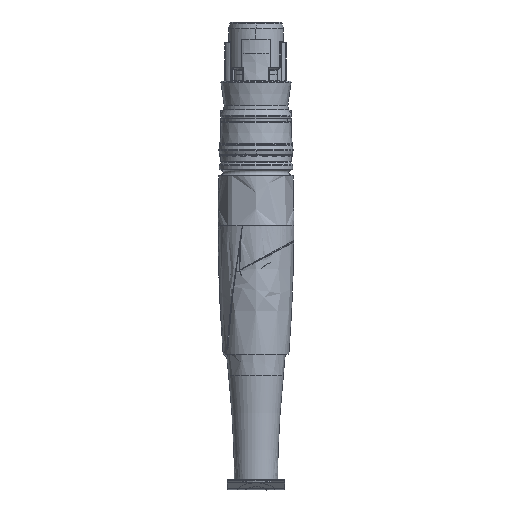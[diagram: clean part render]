
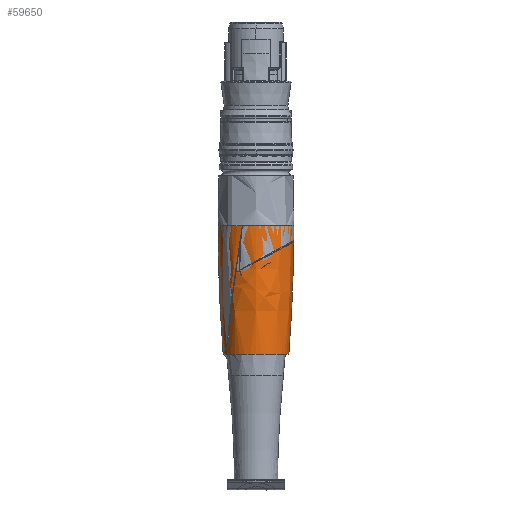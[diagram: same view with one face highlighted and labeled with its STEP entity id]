
A CAD part, left-side view. The second image highlights one B-rep face of the part: STEP entity #59650.
In plain terms, the highlighted free-form (B-spline) face has degree [3, 3] with [4, 4] control points.
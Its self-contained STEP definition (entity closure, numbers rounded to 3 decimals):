
#59585=CARTESIAN_POINT('',(0.,-578.969,
-70.75));
#59586=DIRECTION('',(1.,0.,0.));
#59587=DIRECTION('',(0.,0.997,-0.077));
#59588=AXIS2_PLACEMENT_3D('',#59585,#59586,#59587);
#59590=CARTESIAN_POINT('',(0.,0.,-71.244));
#59591=DIRECTION('',(0.,0.,1.));
#59592=DIRECTION('',(0.,1.,0.));
#59593=AXIS2_PLACEMENT_3D('',#59590,#59591,#59592);
#59595=CARTESIAN_POINT('',(0.,578.969,
-70.75));
#59596=DIRECTION('',(-1.,0.,0.));
#59597=DIRECTION('',(0.,-0.997,-0.077));
#59598=AXIS2_PLACEMENT_3D('',#59595,#59596,#59597);
#59600=CARTESIAN_POINT('',(0.,0.,-116.244));
#59601=DIRECTION('',(0.,0.,-1.));
#59602=DIRECTION('',(0.,-1.,0.));
#59603=AXIS2_PLACEMENT_3D('',#59600,#59601,#59602);
#59615=CARTESIAN_POINT('',(0.,11.5,-116.244));
#59616=CARTESIAN_POINT('',(0.,13.25,-71.244));
#59617=VERTEX_POINT('',#59615);
#59618=VERTEX_POINT('',#59616);
#59619=CARTESIAN_POINT('',(0.,-11.5,-116.244));
#59620=CARTESIAN_POINT('',(0.,-13.25,-71.244));
#59621=VERTEX_POINT('',#59619);
#59622=VERTEX_POINT('',#59620);
#59623=CARTESIAN_POINT('',(0.,-13.25,-71.244));
#59624=CARTESIAN_POINT('',(0.,-13.237,-86.262));
#59625=CARTESIAN_POINT('',(0.,-12.654,-101.27));
#59626=CARTESIAN_POINT('',(0.,-11.5,-116.244));
#59627=CARTESIAN_POINT('',(-26.5,-13.25,-71.244));
#59628=CARTESIAN_POINT('',(-26.475,-13.237,
-86.262));
#59629=CARTESIAN_POINT('',(-25.307,-12.654,
-101.27));
#59630=CARTESIAN_POINT('',(-23.,-11.5,-116.244));
#59631=CARTESIAN_POINT('',(-26.5,13.25,-71.244));
#59632=CARTESIAN_POINT('',(-26.475,13.237,
-86.262));
#59633=CARTESIAN_POINT('',(-25.307,12.654,
-101.27));
#59634=CARTESIAN_POINT('',(-23.,11.5,-116.244));
#59635=CARTESIAN_POINT('',(0.,13.25,-71.244));
#59636=CARTESIAN_POINT('',(0.,13.237,-86.262));
#59637=CARTESIAN_POINT('',(0.,12.654,-101.27));
#59638=CARTESIAN_POINT('',(0.,11.5,-116.244));
#59639=(BOUNDED_SURFACE()B_SPLINE_SURFACE(3,3,((#59623,#59624,#59625,#59626),(
#59627,#59628,#59629,#59630),(#59631,#59632,#59633,#59634),(#59635,#59636,
#59637,#59638)),.UNSPECIFIED.,.F.,.F.,.F.)B_SPLINE_SURFACE_WITH_KNOTS((4,4),(4,
4),(0.,1.),(0.,1.),.UNSPECIFIED.)GEOMETRIC_REPRESENTATION_ITEM()RATIONAL_B_SPLINE_SURFACE(((2.001,2.,2.,
2.001),(0.667,0.667,0.667,
0.667),(0.667,0.667,0.667,
0.667),(2.001,2.,2.,
2.001)))REPRESENTATION_ITEM('')SURFACE());
#59641=ORIENTED_EDGE('',*,*,#59640,.T.);
#59643=ORIENTED_EDGE('',*,*,#59642,.T.);
#59645=ORIENTED_EDGE('',*,*,#59644,.F.);
#59647=ORIENTED_EDGE('',*,*,#59646,.T.);
#59648=EDGE_LOOP('',(#59641,#59643,#59645,#59647));
#59649=FACE_OUTER_BOUND('',#59648,.F.);
#59650=ADVANCED_FACE('',(#59649),#59639,.T.);
#59589=CIRCLE('',#59588,592.219);
#59594=CIRCLE('',#59593,13.25);
#59599=CIRCLE('',#59598,592.219);
#59604=CIRCLE('',#59603,11.5);
#59640=EDGE_CURVE('',#59617,#59618,#59589,.T.);
#59642=EDGE_CURVE('',#59618,#59622,#59594,.T.);
#59644=EDGE_CURVE('',#59621,#59622,#59599,.T.);
#59646=EDGE_CURVE('',#59621,#59617,#59604,.T.);
